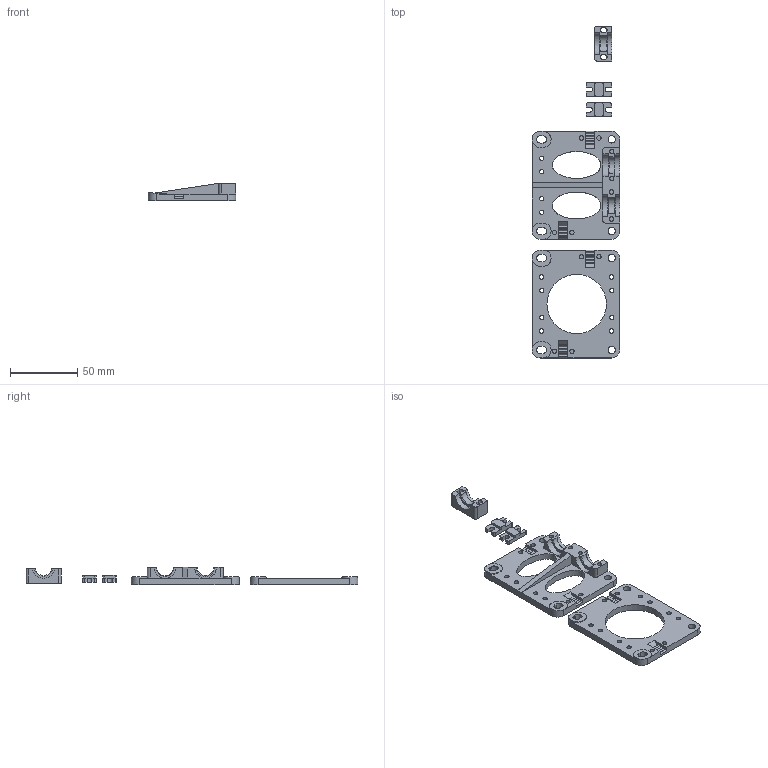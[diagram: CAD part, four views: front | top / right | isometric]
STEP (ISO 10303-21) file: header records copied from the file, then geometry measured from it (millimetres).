
FILE_DESCRIPTION(/* description */ (''),/* implementation_level */ '2;1');
FILE_NAME(/* name */ 'C-Bot Dual Carriage.stp',/* time_stamp */ '2015-10-18T17:53:32+01:00',/* author */ (''),/* organization */ (''),/* preprocessor_version */ 'ST-DEVELOPER v15.2',/* originating_system */ 'Autodesk Translator Framework v2.0.0.5431',/* authorisation */ '');
FILE_SCHEMA (('AUTOMOTIVE_DESIGN { 1 0 10303 214 3 1 1 }'));
Length unit declared in the file: centimetre
Products named in the file (1): C-Bot Dual Carriage
Bounding box: 64.9 x 246 x 13 mm (x, y, z)
Volume: 42454.7 mm3; surface area: 26467.2 mm2
Topology: 5 solids, 5 shells, 337 faces, 904 edges, 601 vertices
Faces by surface type: plane 239, cylinder 90, cone 6, bspline 2
Full cylindrical faces by diameter (mm): 3.2 x24, 5.4 x4, 44 x1
Entity records: 10469 total; most frequent: CARTESIAN_POINT 1856, ORIENTED_EDGE 1748, DIRECTION 1742, EDGE_CURVE 874, LINE 666, VECTOR 666, VERTEX_POINT 600, AXIS2_PLACEMENT_3D 538
